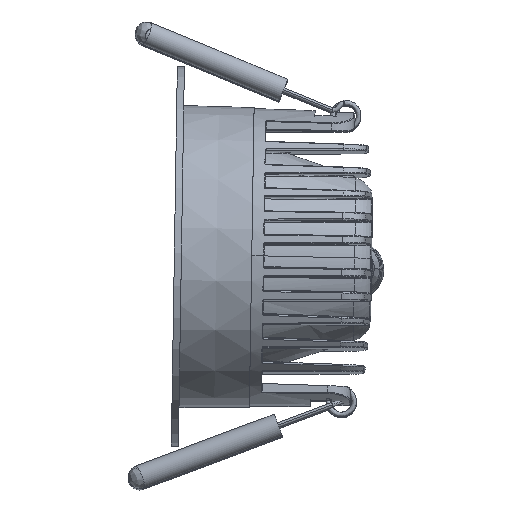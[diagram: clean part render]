
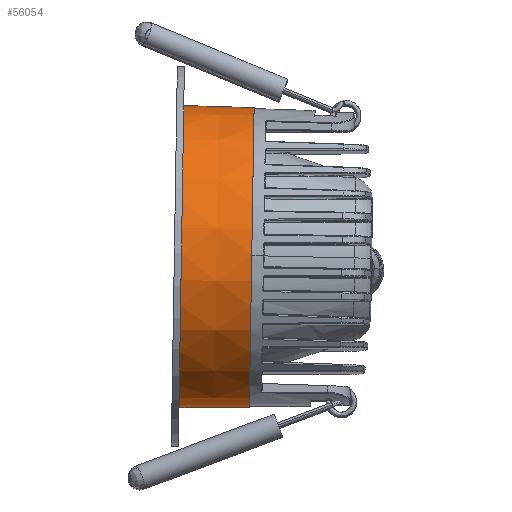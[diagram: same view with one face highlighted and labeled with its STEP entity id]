
A CAD part, top view. The second image highlights one B-rep face of the part: STEP entity #56054.
In plain terms, the highlighted conical face has half-angle 0.764 degrees and reference radius 32.1 mm.
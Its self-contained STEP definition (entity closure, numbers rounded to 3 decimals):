
#1272 = CIRCLE ( 'NONE', #12197, 32.2 ) ;
#2246 = FACE_OUTER_BOUND ( 'NONE', #8225, .T. ) ;
#3742 = LINE ( 'NONE', #17466, #38887 ) ;
#4147 = VERTEX_POINT ( 'NONE', #73954 ) ;
#7186 = EDGE_CURVE ( 'NONE', #4147, #66586, #3742, .T. ) ;
#8184 = LINE ( 'NONE', #64191, #21550 ) ;
#8225 = EDGE_LOOP ( 'NONE', ( #53892, #49754, #53129, #62574 ) ) ;
#8737 = CARTESIAN_POINT ( 'NONE',  ( -32.196, 0.51, 1.5 ) ) ;
#9276 = VERTEX_POINT ( 'NONE', #50484 ) ;
#12197 = AXIS2_PLACEMENT_3D ( 'NONE', #49178, #34572, #28138 ) ;
#16801 = DIRECTION ( 'NONE',  ( 0., 0., -1. ) ) ;
#17466 = CARTESIAN_POINT ( 'NONE',  ( -32.096, 0.508, 9. ) ) ;
#20569 = CIRCLE ( 'NONE', #49407, 32. ) ;
#21550 = VECTOR ( 'NONE', #46873, 1000. ) ;
#24472 = CARTESIAN_POINT ( 'NONE',  ( 0., 0., 16.5 ) ) ;
#28138 = DIRECTION ( 'NONE',  ( 1., -0.016, 0. ) ) ;
#32523 = VERTEX_POINT ( 'NONE', #60408 ) ;
#34572 = DIRECTION ( 'NONE',  ( 0., 0., -1. ) ) ;
#34840 = CARTESIAN_POINT ( 'NONE',  ( 0., 0., 9. ) ) ;
#38887 = VECTOR ( 'NONE', #43227, 1000. ) ;
#41698 = DIRECTION ( 'NONE',  ( 1., -0.016, 0. ) ) ;
#43227 = DIRECTION ( 'NONE',  ( -0.013, 0., -1. ) ) ;
#45593 = EDGE_CURVE ( 'NONE', #9276, #4147, #20569, .T. ) ;
#46873 = DIRECTION ( 'NONE',  ( 0.013, 0., -1. ) ) ;
#49178 = CARTESIAN_POINT ( 'NONE',  ( 0., 0., 1.5 ) ) ;
#49407 = AXIS2_PLACEMENT_3D ( 'NONE', #24472, #57084, #82938 ) ;
#49754 = ORIENTED_EDGE ( 'NONE', *, *, #45593, .F. ) ;
#50484 = CARTESIAN_POINT ( 'NONE',  ( 31.996, -0.507, 16.5 ) ) ;
#53129 = ORIENTED_EDGE ( 'NONE', *, *, #78439, .T. ) ;
#53892 = ORIENTED_EDGE ( 'NONE', *, *, #7186, .F. ) ;
#56054 = ADVANCED_FACE ( 'NONE', ( #2246 ), #63928, .T. ) ;
#57084 = DIRECTION ( 'NONE',  ( 0., 0., 1. ) ) ;
#59011 = EDGE_CURVE ( 'NONE', #66586, #32523, #1272, .T. ) ;
#60408 = CARTESIAN_POINT ( 'NONE',  ( 32.196, -0.51, 1.5 ) ) ;
#62574 = ORIENTED_EDGE ( 'NONE', *, *, #59011, .F. ) ;
#63928 = CONICAL_SURFACE ( 'NONE', #84545, 32.1, 0.013 ) ;
#64191 = CARTESIAN_POINT ( 'NONE',  ( 32.096, -0.508, 9. ) ) ;
#66586 = VERTEX_POINT ( 'NONE', #8737 ) ;
#73954 = CARTESIAN_POINT ( 'NONE',  ( -31.996, 0.507, 16.5 ) ) ;
#78439 = EDGE_CURVE ( 'NONE', #9276, #32523, #8184, .T. ) ;
#82938 = DIRECTION ( 'NONE',  ( 1., -0.016, 0. ) ) ;
#84545 = AXIS2_PLACEMENT_3D ( 'NONE', #34840, #16801, #41698 ) ;
